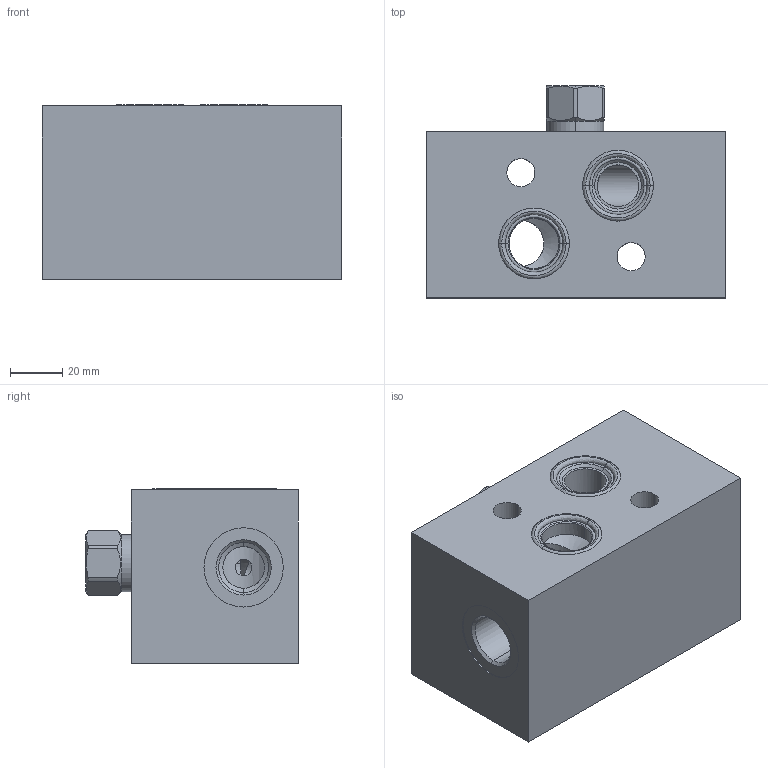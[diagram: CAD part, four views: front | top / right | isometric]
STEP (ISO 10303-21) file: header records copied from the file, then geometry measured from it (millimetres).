
FILE_DESCRIPTION((''),'2;1');
FILE_NAME('WQO_ASM','2024-08-12T',('ProEService'),(''),'PRO/ENGINEER BY PARAMETRIC TECHNOLOGY CORPORATION, 2014200','PRO/ENGINEER BY PARAMETRIC TECHNOLOGY CORPORATION, 2014200','');
FILE_SCHEMA(('CONFIG_CONTROL_DESIGN'));
Length unit declared in the file: inch
Products named in the file (4): 159-337-003; 500-001-118; CSAABXN; WQO_ASM
Assembly tree (4 placements, depth 2):
  WQO_ASM
    159-337-003
    500-001-118  x2
    CSAABXN
Bounding box: 114.3 x 80.85 x 66.5 mm (x, y, z)
Volume: 414500 mm3; surface area: 61994.9 mm2
Topology: 5 solids, 7 shells, 299 faces, 913 edges, 741 vertices
Faces by surface type: cylinder 126, cone 78, plane 47, torus 34, revolution 14
Entity records: 11650 total; most frequent: CARTESIAN_POINT 3507, DIRECTION 1789, ORIENTED_EDGE 1354, EDGE_CURVE 677, AXIS2_PLACEMENT_3D 667, VECTOR 445, LINE 445, VERTEX_POINT 411
